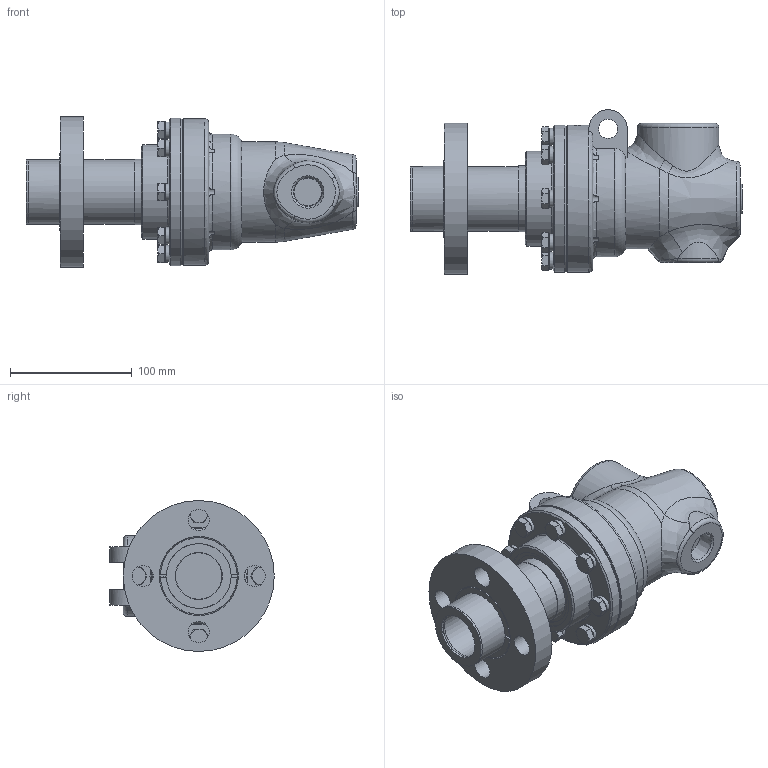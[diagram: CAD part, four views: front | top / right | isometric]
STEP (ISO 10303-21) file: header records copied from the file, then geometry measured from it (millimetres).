
FILE_DESCRIPTION(/* description */ (''),/* implementation_level */ '2;1');
FILE_NAME(/* name */ 'BC-54065-24-60-IC.stp',/* time_stamp */ '2020-05-20T08:44:24-05:00',/* author */ ('dyurkovich'),/* organization */ (''),/* preprocessor_version */ 'ST-DEVELOPER v18',/* originating_system */ 'Autodesk Inventor 2020',/* authorisation */ '');
FILE_SCHEMA (('AUTOMOTIVE_DESIGN { 1 0 10303 214 3 1 1 }'));
Products named in the file (1): BC-54065-24-60-IC
Bounding box: 272.81 x 135.15 x 124 mm (x, y, z)
Volume: 1440740.8 mm3; surface area: 174193.5 mm2
Topology: 1 solids, 4 shells, 797 faces, 2065 edges, 1342 vertices
Faces by surface type: plane 338, bspline 210, cylinder 146, cone 85, torus 18
Full cylindrical faces by diameter (mm): 7.798 x8, 9.525 x8, 10.668 x8, 10.922 x8, 14.275 x8, 15.748 x2, 17.35 x4, 38.1 x1, 38.608 x1, 46.82 x1, 53.1 x1, 53.14 x1, 53.162 x1, 53.95 x1, 60.325 x1, 63.2 x1, 66.548 x1, 66.7 x1, 77.978 x1, 119.634 x1, 120.65 x1, 121.158 x1, 124 x1
Entity records: 68107 total; most frequent: CARTESIAN_POINT 49050, ORIENTED_EDGE 4130, DIRECTION 3483, EDGE_CURVE 2065, AXIS2_PLACEMENT_3D 1350, VERTEX_POINT 1342, EDGE_LOOP 897, FACE_OUTER_BOUND 797
